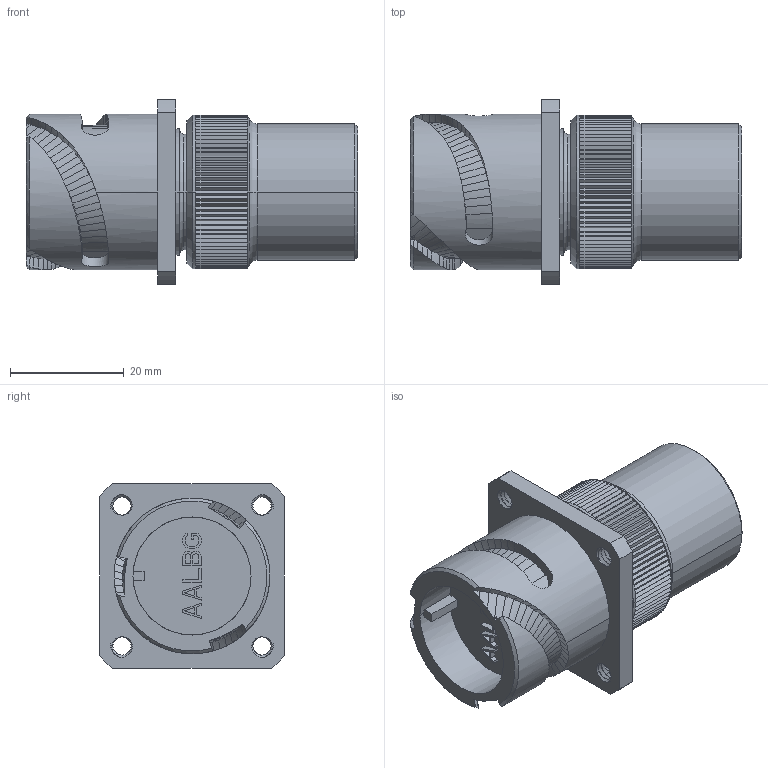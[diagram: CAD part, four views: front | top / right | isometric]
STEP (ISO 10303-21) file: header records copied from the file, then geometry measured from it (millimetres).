
FILE_DESCRIPTION((''),'2;1');
FILE_NAME('VG95234_3100PGPM-16_SW0001','2023-03-22T15:41:24',('paultorloting'),('NET AG system integration'),'CREO PARAMETRIC BY PTC INC, 2021404','CREO PARAMETRIC BY PTC INC, 2021404','');
FILE_SCHEMA(('AUTOMOTIVE_DESIGN { 1 0 10303 214 1 1 1 1 }'));
Length unit declared in the file: millimetre
Products named in the file (1): VG95234_3100PGPM-16_SW0001
Bounding box: 58.2 x 32.51 x 32.51 mm (x, y, z)
Volume: 27293.9 mm3; surface area: 9250.2 mm2
Topology: 1 solids, 1 shells, 751 faces, 2028 edges, 1305 vertices
Faces by surface type: plane 451, bspline 224, cylinder 56, cone 14, torus 6
Entity records: 33945 total; most frequent: CARTESIAN_POINT 12726, ORIENTED_EDGE 4056, DIRECTION 2739, EDGE_CURVE 2028, VECTOR 1510, LINE 1510, VERTEX_POINT 1305, EDGE_LOOP 785
